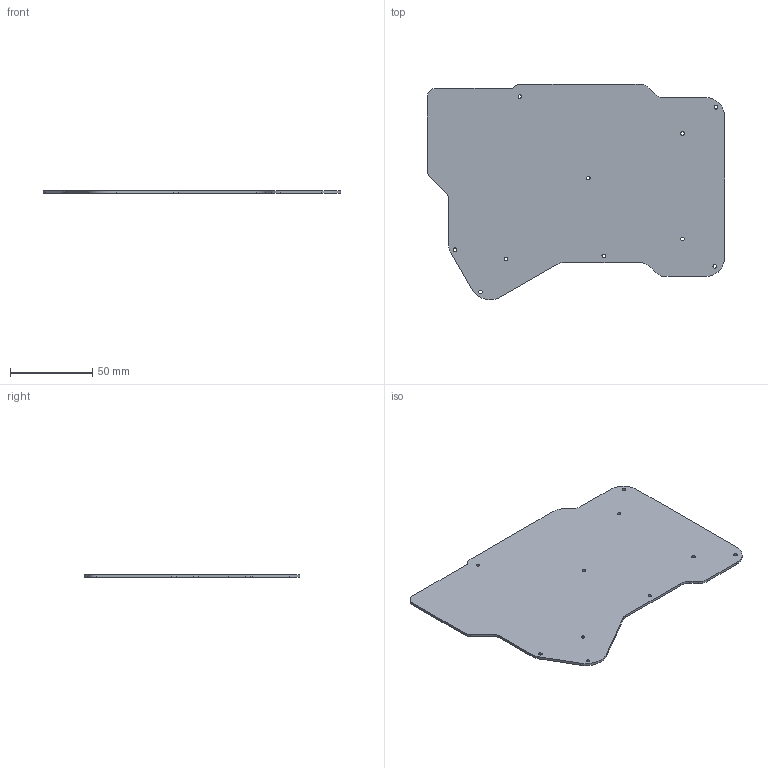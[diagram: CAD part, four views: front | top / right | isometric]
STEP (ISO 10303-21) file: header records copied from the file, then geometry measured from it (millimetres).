
FILE_DESCRIPTION(('KiCad electronic assembly'),'2;1');
FILE_NAME('ZodiarkPi-BottomPlate-Right-outerscrew.step', '2025-04-16T13:59:17',('Pcbnew'),('Kicad'), 'Open CASCADE STEP processor 7.8','KiCad to STEP converter','Unknown' );
FILE_SCHEMA(('AUTOMOTIVE_DESIGN { 1 0 10303 214 1 1 1 1 }'));
Length unit declared in the file: millimetre
Products named in the file (2): ZodiarkPi-BottomPlate-Right-outerscrew 1; ZodiarkPi-BottomPlate-outerscrew_PCB
Assembly tree (1 placements, depth 2):
  ZodiarkPi-BottomPlate-Right-outerscrew 1
    ZodiarkPi-BottomPlate-outerscrew_PCB
Bounding box: 180.44 x 130.74 x 1.51 mm (x, y, z)
Volume: 29432.8 mm3; surface area: 39956.6 mm2
Topology: 1 solids, 1 shells, 43 faces, 123 edges, 82 vertices
Faces by surface type: cylinder 24, plane 19
Full cylindrical faces by diameter (mm): 2.2 x10
Entity records: 1502 total; most frequent: DIRECTION 261, CARTESIAN_POINT 250, ORIENTED_EDGE 246, EDGE_CURVE 123, AXIS2_PLACEMENT_3D 93, VERTEX_POINT 82, LINE 75, VECTOR 75
